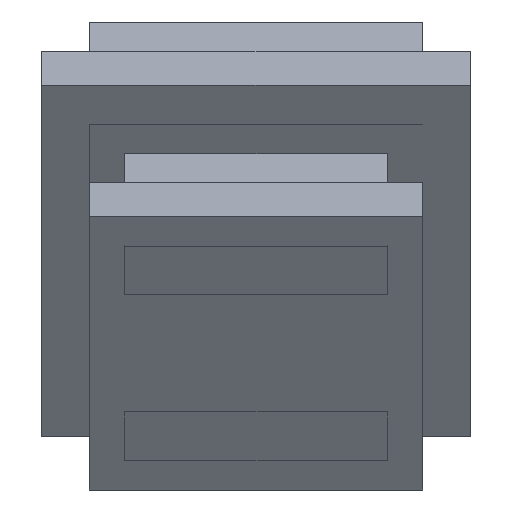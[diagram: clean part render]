
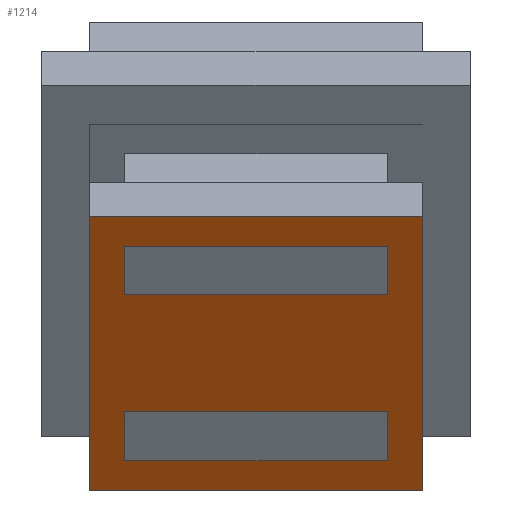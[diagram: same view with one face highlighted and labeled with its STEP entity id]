
A CAD part, front view. The second image highlights one B-rep face of the part: STEP entity #1214.
In plain terms, the highlighted planar face has unit normal (0, -0.819, -0.574).
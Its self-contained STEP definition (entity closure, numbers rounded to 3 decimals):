
#57=FACE_BOUND('',#163,.T.);
#58=FACE_BOUND('',#164,.T.);
#92=FACE_OUTER_BOUND('',#162,.T.);
#162=EDGE_LOOP('',(#931,#932,#933,#934));
#163=EDGE_LOOP('',(#935,#936,#937,#938));
#164=EDGE_LOOP('',(#939,#940,#941,#942));
#243=LINE('',#1779,#405);
#247=LINE('',#1787,#409);
#250=LINE('',#1793,#412);
#253=LINE('',#1798,#415);
#255=LINE('',#1803,#417);
#259=LINE('',#1811,#421);
#262=LINE('',#1817,#424);
#265=LINE('',#1822,#427);
#267=LINE('',#1827,#429);
#271=LINE('',#1835,#433);
#274=LINE('',#1841,#436);
#277=LINE('',#1846,#439);
#405=VECTOR('',#1459,10.);
#409=VECTOR('',#1465,10.);
#412=VECTOR('',#1470,10.);
#415=VECTOR('',#1475,10.);
#417=VECTOR('',#1479,10.);
#421=VECTOR('',#1485,10.);
#424=VECTOR('',#1490,10.);
#427=VECTOR('',#1495,10.);
#429=VECTOR('',#1499,10.);
#433=VECTOR('',#1505,10.);
#436=VECTOR('',#1510,10.);
#439=VECTOR('',#1515,10.);
#555=VERTEX_POINT('',#1777);
#556=VERTEX_POINT('',#1778);
#559=VERTEX_POINT('',#1786);
#561=VERTEX_POINT('',#1792);
#563=VERTEX_POINT('',#1801);
#564=VERTEX_POINT('',#1802);
#567=VERTEX_POINT('',#1810);
#569=VERTEX_POINT('',#1816);
#571=VERTEX_POINT('',#1825);
#572=VERTEX_POINT('',#1826);
#575=VERTEX_POINT('',#1834);
#577=VERTEX_POINT('',#1840);
#673=EDGE_CURVE('',#555,#556,#243,.T.);
#677=EDGE_CURVE('',#559,#555,#247,.T.);
#680=EDGE_CURVE('',#561,#559,#250,.T.);
#683=EDGE_CURVE('',#556,#561,#253,.T.);
#685=EDGE_CURVE('',#563,#564,#255,.T.);
#689=EDGE_CURVE('',#567,#563,#259,.T.);
#692=EDGE_CURVE('',#569,#567,#262,.T.);
#695=EDGE_CURVE('',#564,#569,#265,.T.);
#697=EDGE_CURVE('',#571,#572,#267,.T.);
#701=EDGE_CURVE('',#575,#572,#271,.T.);
#704=EDGE_CURVE('',#577,#575,#274,.T.);
#707=EDGE_CURVE('',#571,#577,#277,.T.);
#931=ORIENTED_EDGE('',*,*,#707,.F.);
#932=ORIENTED_EDGE('',*,*,#697,.T.);
#933=ORIENTED_EDGE('',*,*,#701,.F.);
#934=ORIENTED_EDGE('',*,*,#704,.F.);
#935=ORIENTED_EDGE('',*,*,#695,.F.);
#936=ORIENTED_EDGE('',*,*,#685,.F.);
#937=ORIENTED_EDGE('',*,*,#689,.F.);
#938=ORIENTED_EDGE('',*,*,#692,.F.);
#939=ORIENTED_EDGE('',*,*,#683,.F.);
#940=ORIENTED_EDGE('',*,*,#673,.F.);
#941=ORIENTED_EDGE('',*,*,#677,.F.);
#942=ORIENTED_EDGE('',*,*,#680,.F.);
#1150=PLANE('',#1342);
#1214=ADVANCED_FACE('',(#92,#57,#58),#1150,.F.);
#1342=AXIS2_PLACEMENT_3D('',#1849,#1519,#1520);
#1459=DIRECTION('',(0.,0.574,-0.819));
#1465=DIRECTION('',(-1.,0.,0.));
#1470=DIRECTION('',(0.,-0.574,0.819));
#1475=DIRECTION('',(1.,0.,0.));
#1479=DIRECTION('',(1.,0.,0.));
#1485=DIRECTION('',(0.,0.574,-0.819));
#1490=DIRECTION('',(-1.,0.,0.));
#1495=DIRECTION('',(0.,-0.574,0.819));
#1499=DIRECTION('',(-1.,0.,0.));
#1505=DIRECTION('',(0.,-0.574,0.819));
#1510=DIRECTION('',(-1.,0.,0.));
#1515=DIRECTION('',(0.,0.574,-0.819));
#1519=DIRECTION('center_axis',(0.,0.819,
0.574));
#1520=DIRECTION('ref_axis',(-1.,0.,0.));
#1777=CARTESIAN_POINT('',(42.,-25.418,49.224));
#1778=CARTESIAN_POINT('',(42.,-22.55,45.128));
#1779=CARTESIAN_POINT('',(42.,-25.418,49.224));
#1786=CARTESIAN_POINT('',(64.,-25.418,49.224));
#1787=CARTESIAN_POINT('',(64.,-25.418,49.224));
#1792=CARTESIAN_POINT('',(64.,-22.55,45.128));
#1793=CARTESIAN_POINT('',(64.,-22.55,45.128));
#1798=CARTESIAN_POINT('',(42.,-22.55,45.128));
#1801=CARTESIAN_POINT('',(42.,-12.799,31.202));
#1802=CARTESIAN_POINT('',(64.,-12.799,31.202));
#1803=CARTESIAN_POINT('',(64.,-12.799,31.202));
#1810=CARTESIAN_POINT('',(42.,-15.667,35.298));
#1811=CARTESIAN_POINT('',(42.,-12.799,31.202));
#1816=CARTESIAN_POINT('',(64.,-15.667,35.298));
#1817=CARTESIAN_POINT('',(42.,-15.667,35.298));
#1822=CARTESIAN_POINT('',(64.,-15.667,35.298));
#1825=CARTESIAN_POINT('',(67.,-27.138,51.681));
#1826=CARTESIAN_POINT('',(39.,-27.138,51.681));
#1827=CARTESIAN_POINT('',(67.,-27.138,51.681));
#1834=CARTESIAN_POINT('',(39.,-11.078,28.745));
#1835=CARTESIAN_POINT('',(39.,-11.078,28.745));
#1840=CARTESIAN_POINT('',(67.,-11.078,28.745));
#1841=CARTESIAN_POINT('',(67.,-11.078,28.745));
#1846=CARTESIAN_POINT('',(67.,-27.138,51.681));
#1849=CARTESIAN_POINT('Origin',(53.,-19.108,40.213));
